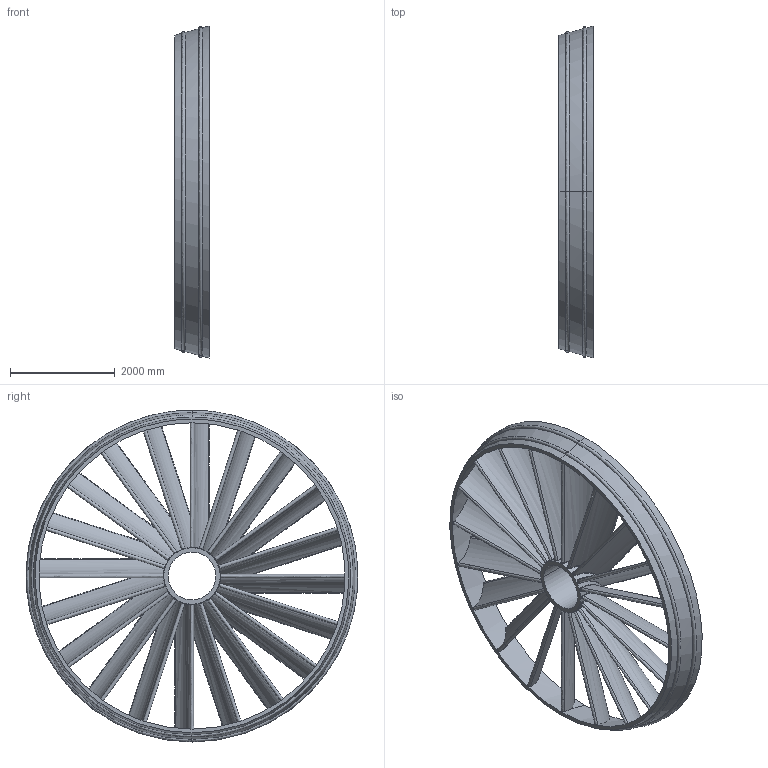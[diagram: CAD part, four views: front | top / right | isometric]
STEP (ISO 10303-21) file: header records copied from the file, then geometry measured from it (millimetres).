
FILE_DESCRIPTION(('FreeCAD Model'),'2;1');
FILE_NAME('Open CASCADE Shape Model','2025-04-25T15:21:43',('FreeCAD'),( 'FreeCAD'),'Open CASCADE STEP processor 7.6','FreeCAD','Unknown');
FILE_SCHEMA(('AUTOMOTIVE_DESIGN { 1 0 10303 214 1 1 1 1 }'));
Products named in the file (1): Open CASCADE STEP translator 7.6 1
Bounding box: 652.35 x 6333.53 x 6339.32 mm (x, y, z)
Volume: 3375922346.5 mm3; surface area: 106495804.8 mm2
Topology: 1 solids, 1 shells, 192 faces, 488 edges, 292 vertices
Faces by surface type: bspline 192
Entity records: 37990 total; most frequent: CARTESIAN_POINT 35197, ORIENTED_EDGE 976, EDGE_CURVE 488, B_SPLINE_CURVE_WITH_KNOTS 368, VERTEX_POINT 292, FACE_BOUND 228, EDGE_LOOP 228, ADVANCED_FACE 192
